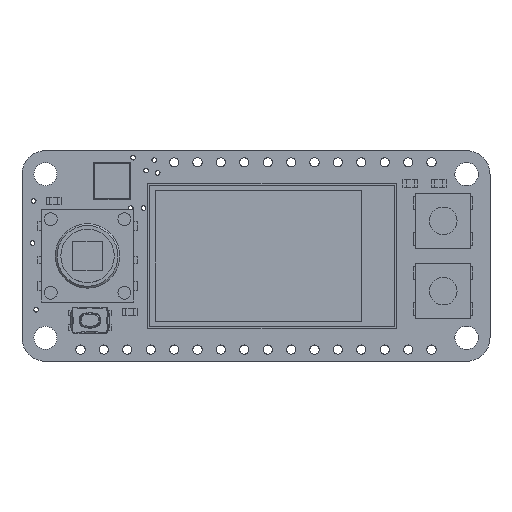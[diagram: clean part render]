
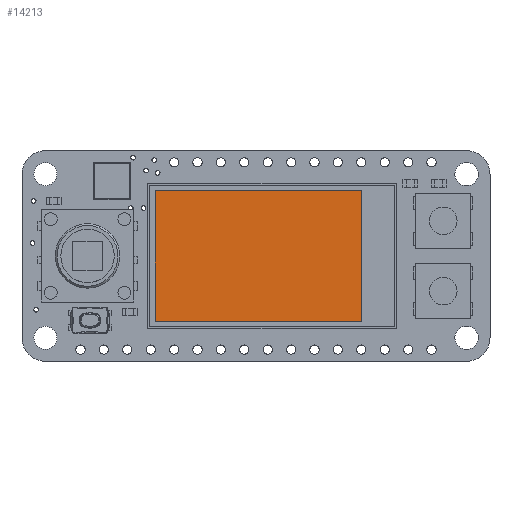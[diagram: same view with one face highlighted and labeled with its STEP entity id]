
A CAD part, top view. The second image highlights one B-rep face of the part: STEP entity #14213.
In plain terms, the highlighted planar face has unit normal (0, 0, 1).
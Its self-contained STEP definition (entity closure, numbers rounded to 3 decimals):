
#520=PLANE('',#15376);
#1246=FACE_OUTER_BOUND('',#2152,.T.);
#2152=EDGE_LOOP('',(#11359,#11360,#11361,#11362));
#3215=LINE('',#23194,#4784);
#3218=LINE('',#23200,#4787);
#3221=LINE('',#23206,#4790);
#3224=LINE('',#23210,#4793);
#4784=VECTOR('',#17796,10.);
#4787=VECTOR('',#17801,10.);
#4790=VECTOR('',#17806,10.);
#4793=VECTOR('',#17811,10.);
#6712=VERTEX_POINT('',#23191);
#6713=VERTEX_POINT('',#23193);
#6715=VERTEX_POINT('',#23199);
#6717=VERTEX_POINT('',#23205);
#8359=EDGE_CURVE('',#6713,#6712,#3215,.T.);
#8362=EDGE_CURVE('',#6715,#6713,#3218,.T.);
#8365=EDGE_CURVE('',#6717,#6715,#3221,.T.);
#8368=EDGE_CURVE('',#6712,#6717,#3224,.T.);
#11359=ORIENTED_EDGE('',*,*,#8368,.T.);
#11360=ORIENTED_EDGE('',*,*,#8365,.T.);
#11361=ORIENTED_EDGE('',*,*,#8362,.T.);
#11362=ORIENTED_EDGE('',*,*,#8359,.T.);
#14213=ADVANCED_FACE('',(#1246),#520,.T.);
#15376=AXIS2_PLACEMENT_3D('',#23211,#17812,#17813);
#17796=DIRECTION('',(-1.,0.,0.));
#17801=DIRECTION('',(0.,1.,0.));
#17806=DIRECTION('',(1.,0.,0.));
#17811=DIRECTION('',(0.,-1.,0.));
#17812=DIRECTION('center_axis',(0.,0.,1.));
#17813=DIRECTION('ref_axis',(0.,-1.,0.));
#23191=CARTESIAN_POINT('',(-7.1,26.2,1.6));
#23193=CARTESIAN_POINT('',(7.1,26.2,1.6));
#23194=CARTESIAN_POINT('',(-7.1,26.2,1.6));
#23199=CARTESIAN_POINT('',(7.1,3.8,1.6));
#23200=CARTESIAN_POINT('',(7.1,26.2,1.6));
#23205=CARTESIAN_POINT('',(-7.1,3.8,1.6));
#23206=CARTESIAN_POINT('',(7.1,3.8,1.6));
#23210=CARTESIAN_POINT('',(-7.1,3.8,1.6));
#23211=CARTESIAN_POINT('Origin',(0.,15.,1.6));
